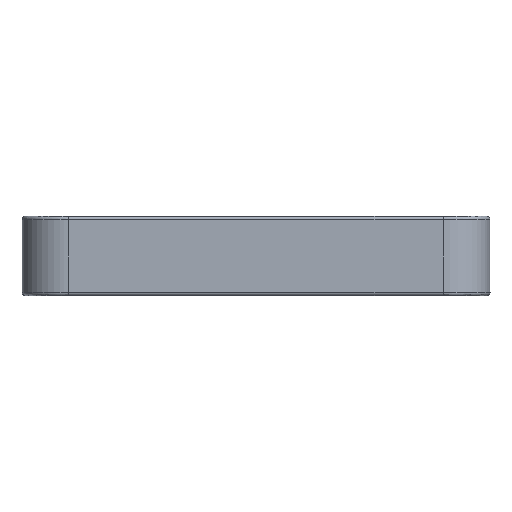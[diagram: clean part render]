
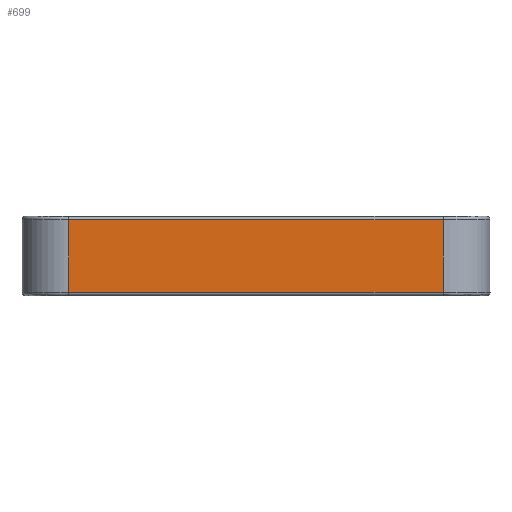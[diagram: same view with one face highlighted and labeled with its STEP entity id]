
A CAD part, left-side view. The second image highlights one B-rep face of the part: STEP entity #699.
In plain terms, the highlighted planar face has unit normal (-1, 0, 0).
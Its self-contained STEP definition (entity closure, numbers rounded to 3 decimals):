
#118 = EDGE_CURVE ( 'NONE', #6011, #3267, #6246, .T. ) ;
#324 = DIRECTION ( 'NONE',  ( 0., -1., 0. ) ) ;
#387 = CARTESIAN_POINT ( 'NONE',  ( -20., 16., 0.3 ) ) ;
#478 = CARTESIAN_POINT ( 'NONE',  ( -20., -16., 0.3 ) ) ;
#645 = CARTESIAN_POINT ( 'NONE',  ( -20., -5.333, 0.3 ) ) ;
#670 = CARTESIAN_POINT ( 'NONE',  ( -20., 5.333, 0.3 ) ) ;
#699 = ADVANCED_FACE ( 'NONE', ( #3220 ), #5221, .F. ) ;
#732 = ORIENTED_EDGE ( 'NONE', *, *, #118, .T. ) ;
#761 = CARTESIAN_POINT ( 'NONE',  ( -20., -16., 2.367 ) ) ;
#788 = CARTESIAN_POINT ( 'NONE',  ( -20., 5.333, 6.5 ) ) ;
#868 = CARTESIAN_POINT ( 'NONE',  ( -20., 16., 6.5 ) ) ;
#1212 = EDGE_LOOP ( 'NONE', ( #1560, #5357, #2573, #732 ) ) ;
#1252 = CARTESIAN_POINT ( 'NONE',  ( -20., -16., 6.5 ) ) ;
#1314 = CARTESIAN_POINT ( 'NONE',  ( -20., -16., 4.433 ) ) ;
#1560 = ORIENTED_EDGE ( 'NONE', *, *, #2538, .T. ) ;
#1794 = CARTESIAN_POINT ( 'NONE',  ( -20., 16., 6.5 ) ) ;
#1797 = CARTESIAN_POINT ( 'NONE',  ( -20., 16., 0.3 ) ) ;
#2076 = CARTESIAN_POINT ( 'NONE',  ( -20., -16., 6.5 ) ) ;
#2211 = CARTESIAN_POINT ( 'NONE',  ( -20., 16., 6.5 ) ) ;
#2266 = CARTESIAN_POINT ( 'NONE',  ( -20., -16., 0.3 ) ) ;
#2538 = EDGE_CURVE ( 'NONE', #3267, #6869, #4719, .T. ) ;
#2573 = ORIENTED_EDGE ( 'NONE', *, *, #5717, .T. ) ;
#3013 = VERTEX_POINT ( 'NONE', #2076 ) ;
#3118 = AXIS2_PLACEMENT_3D ( 'NONE', #6846, #4718, #324 ) ;
#3195 = B_SPLINE_CURVE_WITH_KNOTS ( 'NONE', 3,
 ( #6686, #761, #1314, #6661 ),
 .UNSPECIFIED., .F., .F.,
 ( 4, 4 ),
 ( 0., 1. ),
 .UNSPECIFIED. ) ;
#3220 = FACE_OUTER_BOUND ( 'NONE', #1212, .T. ) ;
#3267 = VERTEX_POINT ( 'NONE', #5121 ) ;
#3959 = CARTESIAN_POINT ( 'NONE',  ( -20., -5.333, 6.5 ) ) ;
#4718 = DIRECTION ( 'NONE',  ( 1., 0., 0. ) ) ;
#4719 = B_SPLINE_CURVE_WITH_KNOTS ( 'NONE', 3,
 ( #1797, #670, #645, #2266 ),
 .UNSPECIFIED., .F., .F.,
 ( 4, 4 ),
 ( 0., 1. ),
 .UNSPECIFIED. ) ;
#5121 = CARTESIAN_POINT ( 'NONE',  ( -20., 16., 0.3 ) ) ;
#5221 = PLANE ( 'NONE',  #3118 ) ;
#5357 = ORIENTED_EDGE ( 'NONE', *, *, #6243, .T. ) ;
#5717 = EDGE_CURVE ( 'NONE', #3013, #6011, #6446, .T. ) ;
#6011 = VERTEX_POINT ( 'NONE', #2211 ) ;
#6243 = EDGE_CURVE ( 'NONE', #6869, #3013, #3195, .T. ) ;
#6246 = B_SPLINE_CURVE_WITH_KNOTS ( 'NONE', 3,
 ( #868, #6308, #6745, #387 ),
 .UNSPECIFIED., .F., .F.,
 ( 4, 4 ),
 ( 0., 1. ),
 .UNSPECIFIED. ) ;
#6308 = CARTESIAN_POINT ( 'NONE',  ( -20., 16., 4.433 ) ) ;
#6446 = B_SPLINE_CURVE_WITH_KNOTS ( 'NONE', 3,
 ( #1252, #3959, #788, #1794 ),
 .UNSPECIFIED., .F., .F.,
 ( 4, 4 ),
 ( 0., 1. ),
 .UNSPECIFIED. ) ;
#6661 = CARTESIAN_POINT ( 'NONE',  ( -20., -16., 6.5 ) ) ;
#6686 = CARTESIAN_POINT ( 'NONE',  ( -20., -16., 0.3 ) ) ;
#6745 = CARTESIAN_POINT ( 'NONE',  ( -20., 16., 2.367 ) ) ;
#6846 = CARTESIAN_POINT ( 'NONE',  ( -20., 16.64, 6.624 ) ) ;
#6869 = VERTEX_POINT ( 'NONE', #478 ) ;
